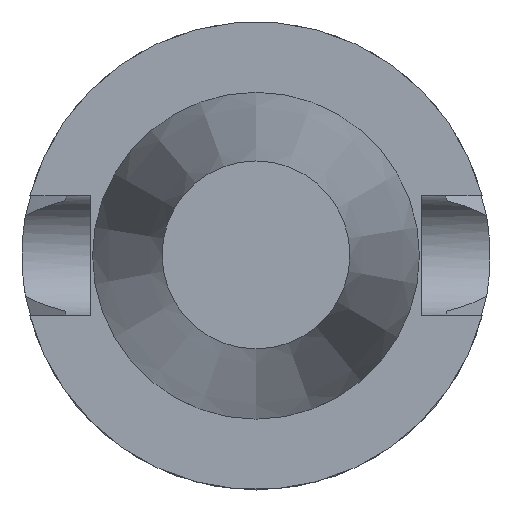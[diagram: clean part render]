
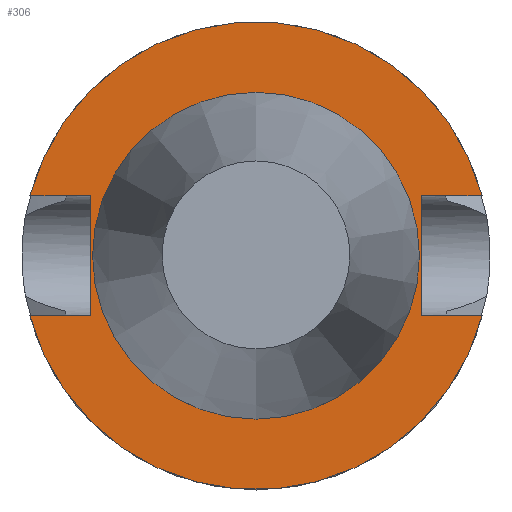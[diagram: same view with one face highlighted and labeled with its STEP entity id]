
A CAD part, top view. The second image highlights one B-rep face of the part: STEP entity #306.
In plain terms, the highlighted planar face has unit normal (0, 0, 1).
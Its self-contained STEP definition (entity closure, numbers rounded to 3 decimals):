
#147=EDGE_CURVE('240[2]',#395,#396,#397,.T.);
#149=EDGE_CURVE('240[2]',#399,#400,#401,.T.);
#177=EDGE_CURVE('240[2]',#439,#363,#440,.T.);
#187=EDGE_CURVE('240[2]',#399,#454,#455,.T.);
#195=EDGE_CURVE('240[2]',#466,#466,#467,.T.);
#301=EDGE_CURVE('240[2]',#439,#395,#608,.T.);
#306=ADVANCED_FACE('240[2]',(#613,#614),#615,.T.);
#310=EDGE_CURVE('240[2]',#396,#400,#619,.T.);
#314=EDGE_CURVE('240[2]',#454,#469,#623,.T.);
#316=EDGE_CURVE('240[2]',#469,#363,#625,.T.);
#363=VERTEX_POINT('',#735);
#395=VERTEX_POINT('',#825);
#396=VERTEX_POINT('',#826);
#397=LINE('',#827,#828);
#399=VERTEX_POINT('',#831);
#400=VERTEX_POINT('',#832);
#401=CIRCLE('',#833,50.0);
#439=VERTEX_POINT('',#948);
#440=CIRCLE('',#949,50.0);
#454=VERTEX_POINT('',#990);
#455=LINE('',#991,#992);
#466=VERTEX_POINT('',#1026);
#467=CIRCLE('',#1027,34.925);
#469=VERTEX_POINT('',#1030);
#608=LINE('',#1274,#1275);
#613=FACE_BOUND('',#1282,.T.);
#614=FACE_OUTER_BOUND('',#1283,.T.);
#615=PLANE('',#1284);
#619=LINE('',#1301,#1302);
#623=LINE('',#1308,#1309);
#625=LINE('',#1312,#1313);
#735=CARTESIAN_POINT('',(48.321,12.85,-3.0));
#825=CARTESIAN_POINT('',(-35.4,12.85,-3.));
#826=CARTESIAN_POINT('',(-35.4,-12.85,-3.0));
#827=CARTESIAN_POINT('',(-35.4,14.806,-3.));
#828=VECTOR('',#1375,1.0);
#831=CARTESIAN_POINT('',(48.321,-12.85,-3.0));
#832=CARTESIAN_POINT('',(-48.321,-12.85,-3.0));
#833=AXIS2_PLACEMENT_3D('',#1376,#1377,#1378);
#948=CARTESIAN_POINT('',(-48.321,12.85,-3.0));
#949=AXIS2_PLACEMENT_3D('',#1436,#1437,#1438);
#990=CARTESIAN_POINT('',(35.4,-12.85,-3.0));
#991=CARTESIAN_POINT('',(17.7,-12.85,-3.0));
#992=VECTOR('',#1441,1.0);
#1026=CARTESIAN_POINT('',(0.,34.925,-3.0));
#1027=AXIS2_PLACEMENT_3D('',#1443,#1444,#1445);
#1030=CARTESIAN_POINT('',(35.4,12.85,-3.));
#1274=CARTESIAN_POINT('',(-17.7,12.85,-3.));
#1275=VECTOR('',#1624,1.0);
#1282=EDGE_LOOP('',(#1629));
#1283=EDGE_LOOP('',(#1630,#1631,#1632,#1633,#1634,#1635,#1636,#1637));
#1284=AXIS2_PLACEMENT_3D('',#1638,#1639,#1640);
#1301=CARTESIAN_POINT('',(-17.7,-12.85,-3.0));
#1302=VECTOR('',#1641,1.0);
#1308=CARTESIAN_POINT('',(35.4,21.231,-3.));
#1309=VECTOR('',#1645,1.0);
#1312=CARTESIAN_POINT('',(17.7,12.85,-3.));
#1313=VECTOR('',#1646,1.0);
#1375=DIRECTION('',(-0.0,-1.0,0.));
#1376=CARTESIAN_POINT('',(0.,0.,-3.0));
#1377=DIRECTION('',(0.,0.,-1.0));
#1378=DIRECTION('',(0.,1.0,0.));
#1436=CARTESIAN_POINT('',(0.,0.,-3.0));
#1437=DIRECTION('',(0.,0.,-1.0));
#1438=DIRECTION('',(0.,1.0,0.));
#1441=DIRECTION('',(-1.0,0.0,0.));
#1443=CARTESIAN_POINT('',(0.,0.,-3.0));
#1444=DIRECTION('',(0.,0.,-1.0));
#1445=DIRECTION('',(0.,1.0,0.));
#1624=DIRECTION('',(1.0,0.0,0.));
#1629=ORIENTED_EDGE('',*,*,#195,.T.);
#1630=ORIENTED_EDGE('',*,*,#301,.T.);
#1631=ORIENTED_EDGE('',*,*,#147,.T.);
#1632=ORIENTED_EDGE('',*,*,#310,.T.);
#1633=ORIENTED_EDGE('',*,*,#149,.F.);
#1634=ORIENTED_EDGE('',*,*,#187,.T.);
#1635=ORIENTED_EDGE('',*,*,#314,.T.);
#1636=ORIENTED_EDGE('',*,*,#316,.T.);
#1637=ORIENTED_EDGE('',*,*,#177,.F.);
#1638=CARTESIAN_POINT('',(0.,42.463,-3.));
#1639=DIRECTION('',(0.,0.,1.0));
#1640=DIRECTION('',(1.0,0.,0.0));
#1641=DIRECTION('',(-1.0,0.0,0.));
#1645=DIRECTION('',(-0.0,1.0,0.));
#1646=DIRECTION('',(1.0,0.0,0.));
